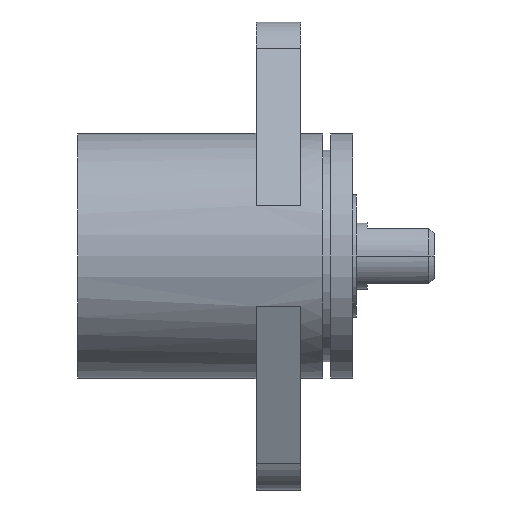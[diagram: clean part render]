
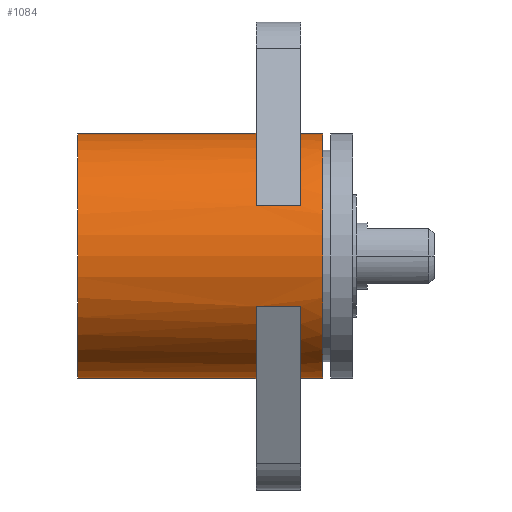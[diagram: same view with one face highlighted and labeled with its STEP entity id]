
A CAD part, left-side view. The second image highlights one B-rep face of the part: STEP entity #1084.
In plain terms, the highlighted cylindrical face has radius 11 mm (diameter 22 mm), a partial arc.
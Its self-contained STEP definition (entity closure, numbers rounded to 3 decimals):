
#58 = CARTESIAN_POINT ( 'NONE',  ( 0., 4., 0. ) ) ;
#59 = DIRECTION ( 'NONE',  ( 0., -1., 0. ) ) ;
#60 = DIRECTION ( 'NONE',  ( 0., 0., -1. ) ) ;
#151 = AXIS2_PLACEMENT_3D ( 'NONE', #58, #59, #60 ) ;
#189 = CARTESIAN_POINT ( 'NONE',  ( 0., 4., 11. ) ) ;
#191 = DIRECTION ( 'NONE',  ( 0., -1., 0. ) ) ;
#245 = EDGE_CURVE ( 'NONE', #984, #986, #1492, .T. ) ;
#250 = EDGE_CURVE ( 'NONE', #1047, #1048, #1494, .T. ) ;
#252 = EDGE_CURVE ( 'NONE', #1050, #1049, #1495, .T. ) ;
#256 = EDGE_CURVE ( 'NONE', #985, #1053, #1497, .T. ) ;
#261 = EDGE_CURVE ( 'NONE', #1048, #1049, #1092, .T. ) ;
#267 = EDGE_CURVE ( 'NONE', #1047, #1040, #1134, .T. ) ;
#270 = EDGE_CURVE ( 'NONE', #1041, #1050, #1135, .T. ) ;
#276 = EDGE_CURVE ( 'NONE', #1053, #1044, #1141, .T. ) ;
#279 = EDGE_CURVE ( 'NONE', #1045, #986, #1804, .T. ) ;
#401 = EDGE_CURVE ( 'NONE', #1044, #1041, #1509, .T. ) ;
#403 = EDGE_CURVE ( 'NONE', #1045, #1040, #1511, .T. ) ;
#405 = EDGE_CURVE ( 'NONE', #985, #984, #1799, .T. ) ;
#468 = DIRECTION ( 'NONE',  ( 0., -1., 0. ) ) ;
#471 = CARTESIAN_POINT ( 'NONE',  ( -10.024, 4., 4.529 ) ) ;
#472 = DIRECTION ( 'NONE',  ( 0., -1., 0. ) ) ;
#475 = CARTESIAN_POINT ( 'NONE',  ( 0., 20., 0. ) ) ;
#476 = DIRECTION ( 'NONE',  ( 0., 1., 0. ) ) ;
#477 = DIRECTION ( 'NONE',  ( 0., 0., 1. ) ) ;
#482 = AXIS2_PLACEMENT_3D ( 'NONE', #475, #476, #477 ) ;
#497 = CARTESIAN_POINT ( 'NONE',  ( 0., 4., 11. ) ) ;
#498 = DIRECTION ( 'NONE',  ( 0., -1., 0. ) ) ;
#502 = CARTESIAN_POINT ( 'NONE',  ( 0., 4., -11. ) ) ;
#503 = DIRECTION ( 'NONE',  ( 0., -1., 0. ) ) ;
#512 = CARTESIAN_POINT ( 'NONE',  ( 0., 4., -11. ) ) ;
#513 = DIRECTION ( 'NONE',  ( 0., -1., 0. ) ) ;
#687 = ORIENTED_EDGE ( 'NONE', *, *, #256, .T. ) ;
#688 = ORIENTED_EDGE ( 'NONE', *, *, #245, .F. ) ;
#689 = ORIENTED_EDGE ( 'NONE', *, *, #405, .F. ) ;
#690 = ORIENTED_EDGE ( 'NONE', *, *, #401, .T. ) ;
#691 = ORIENTED_EDGE ( 'NONE', *, *, #276, .T. ) ;
#692 = ORIENTED_EDGE ( 'NONE', *, *, #270, .T. ) ;
#693 = ORIENTED_EDGE ( 'NONE', *, *, #252, .T. ) ;
#694 = ORIENTED_EDGE ( 'NONE', *, *, #261, .F. ) ;
#695 = ORIENTED_EDGE ( 'NONE', *, *, #250, .F. ) ;
#696 = ORIENTED_EDGE ( 'NONE', *, *, #267, .T. ) ;
#697 = ORIENTED_EDGE ( 'NONE', *, *, #403, .F. ) ;
#698 = ORIENTED_EDGE ( 'NONE', *, *, #279, .T. ) ;
#842 = VECTOR ( 'NONE', #191, 1000. ) ;
#850 = VECTOR ( 'NONE', #498, 1000. ) ;
#854 = VECTOR ( 'NONE', #503, 1000. ) ;
#860 = VECTOR ( 'NONE', #513, 1000. ) ;
#960 = EDGE_LOOP ( 'NONE', ( #688, #689, #687, #691, #690, #692, #693, #694, #695, #696, #697, #698 ) ) ;
#984 = VERTEX_POINT ( 'NONE', #1165 ) ;
#985 = VERTEX_POINT ( 'NONE', #1166 ) ;
#986 = VERTEX_POINT ( 'NONE', #1167 ) ;
#1040 = VERTEX_POINT ( 'NONE', #1193 ) ;
#1041 = VERTEX_POINT ( 'NONE', #1194 ) ;
#1044 = VERTEX_POINT ( 'NONE', #1197 ) ;
#1045 = VERTEX_POINT ( 'NONE', #1198 ) ;
#1047 = VERTEX_POINT ( 'NONE', #1200 ) ;
#1048 = VERTEX_POINT ( 'NONE', #1201 ) ;
#1049 = VERTEX_POINT ( 'NONE', #1202 ) ;
#1050 = VERTEX_POINT ( 'NONE', #1203 ) ;
#1053 = VERTEX_POINT ( 'NONE', #1206 ) ;
#1084 = ADVANCED_FACE ( 'NONE', ( #1719 ), #1720, .T. ) ;
#1092 = CIRCLE ( 'NONE', #1095, 11. ) ;
#1095 = AXIS2_PLACEMENT_3D ( 'NONE', #1100, #1101, #1102 ) ;
#1100 = CARTESIAN_POINT ( 'NONE',  ( 0., -2., 0. ) ) ;
#1101 = DIRECTION ( 'NONE',  ( 0., -1., 0. ) ) ;
#1102 = DIRECTION ( 'NONE',  ( 0., 0., -1. ) ) ;
#1116 = CARTESIAN_POINT ( 'NONE',  ( 0., 0., 0. ) ) ;
#1117 = DIRECTION ( 'NONE',  ( 0., -1., 0. ) ) ;
#1118 = DIRECTION ( 'NONE',  ( 0., 0., -1. ) ) ;
#1124 = CARTESIAN_POINT ( 'NONE',  ( 0., 0., 0. ) ) ;
#1125 = DIRECTION ( 'NONE',  ( 0., -1., 0. ) ) ;
#1126 = DIRECTION ( 'NONE',  ( 0., 0., -1. ) ) ;
#1134 = CIRCLE ( 'NONE', #1136, 11. ) ;
#1135 = CIRCLE ( 'NONE', #1140, 11. ) ;
#1136 = AXIS2_PLACEMENT_3D ( 'NONE', #1116, #1117, #1118 ) ;
#1140 = AXIS2_PLACEMENT_3D ( 'NONE', #1124, #1125, #1126 ) ;
#1141 = CIRCLE ( 'NONE', #1801, 11. ) ;
#1165 = CARTESIAN_POINT ( 'NONE',  ( 0., 20., 11. ) ) ;
#1166 = CARTESIAN_POINT ( 'NONE',  ( 0., 20., -11. ) ) ;
#1167 = CARTESIAN_POINT ( 'NONE',  ( 0., 4., 11. ) ) ;
#1193 = CARTESIAN_POINT ( 'NONE',  ( -10.024, 0., 4.529 ) ) ;
#1194 = CARTESIAN_POINT ( 'NONE',  ( -10.024, 0., -4.529 ) ) ;
#1197 = CARTESIAN_POINT ( 'NONE',  ( -10.024, 4., -4.529 ) ) ;
#1198 = CARTESIAN_POINT ( 'NONE',  ( -10.024, 4., 4.529 ) ) ;
#1200 = CARTESIAN_POINT ( 'NONE',  ( 0., 0., 11. ) ) ;
#1201 = CARTESIAN_POINT ( 'NONE',  ( 0., -2., 11. ) ) ;
#1202 = CARTESIAN_POINT ( 'NONE',  ( 0., -2., -11. ) ) ;
#1203 = CARTESIAN_POINT ( 'NONE',  ( 0., 0., -11. ) ) ;
#1206 = CARTESIAN_POINT ( 'NONE',  ( 0., 4., -11. ) ) ;
#1492 = LINE ( 'NONE', #189, #842 ) ;
#1494 = LINE ( 'NONE', #497, #850 ) ;
#1495 = LINE ( 'NONE', #502, #854 ) ;
#1497 = LINE ( 'NONE', #512, #860 ) ;
#1509 = LINE ( 'NONE', #1795, #1812 ) ;
#1511 = LINE ( 'NONE', #471, #1814 ) ;
#1719 = FACE_OUTER_BOUND ( 'NONE', #960, .T. ) ;
#1720 = CYLINDRICAL_SURFACE ( 'NONE', #151, 11. ) ;
#1774 = CARTESIAN_POINT ( 'NONE',  ( 0., 4., 0. ) ) ;
#1775 = DIRECTION ( 'NONE',  ( 0., 1., 0. ) ) ;
#1776 = DIRECTION ( 'NONE',  ( 0., 0., 1. ) ) ;
#1782 = CARTESIAN_POINT ( 'NONE',  ( 0., 4., 0. ) ) ;
#1783 = DIRECTION ( 'NONE',  ( 0., 1., 0. ) ) ;
#1784 = DIRECTION ( 'NONE',  ( 0., 0., 1. ) ) ;
#1795 = CARTESIAN_POINT ( 'NONE',  ( -10.024, 4., -4.529 ) ) ;
#1799 = CIRCLE ( 'NONE', #482, 11. ) ;
#1801 = AXIS2_PLACEMENT_3D ( 'NONE', #1774, #1775, #1776 ) ;
#1804 = CIRCLE ( 'NONE', #1806, 11. ) ;
#1806 = AXIS2_PLACEMENT_3D ( 'NONE', #1782, #1783, #1784 ) ;
#1812 = VECTOR ( 'NONE', #468, 1000. ) ;
#1814 = VECTOR ( 'NONE', #472, 1000. ) ;
